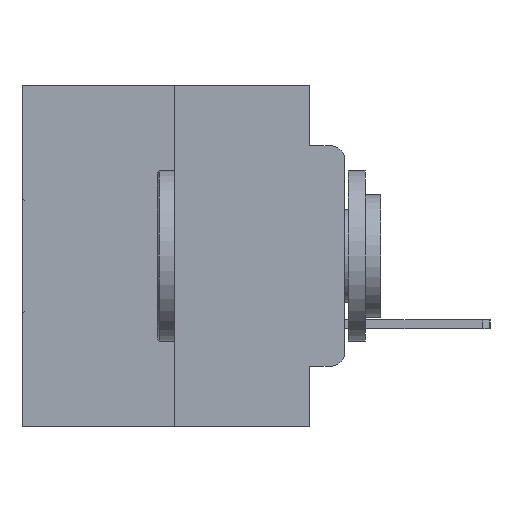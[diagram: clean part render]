
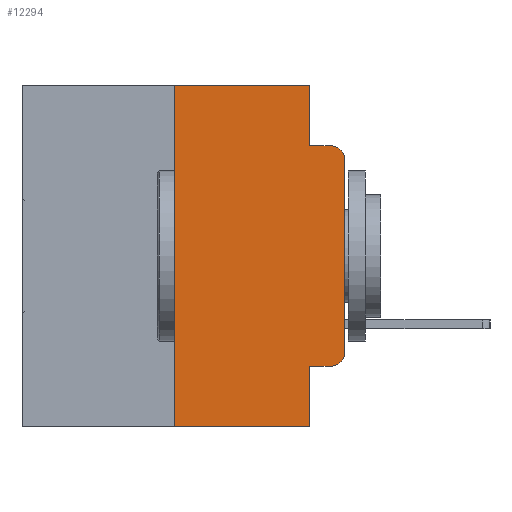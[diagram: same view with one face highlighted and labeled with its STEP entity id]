
A CAD part, left-side view. The second image highlights one B-rep face of the part: STEP entity #12294.
In plain terms, the highlighted planar face has unit normal (-1, 0, 0).
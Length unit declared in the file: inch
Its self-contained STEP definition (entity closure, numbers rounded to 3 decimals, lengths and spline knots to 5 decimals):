
#807 = ORIENTED_EDGE ( 'NONE', *, *, #22302, .T. ) ;
#1303 = VERTEX_POINT ( 'NONE', #13881 ) ;
#1378 = CIRCLE ( 'NONE', #7570, 0.02 ) ;
#2048 = DIRECTION ( 'NONE',  ( 1., 0., 0. ) ) ;
#3069 = LINE ( 'NONE', #25854, #20487 ) ;
#3442 = DIRECTION ( 'NONE',  ( 0., -1., 0. ) ) ;
#4008 = CARTESIAN_POINT ( 'NONE',  ( 0., 0., 0. ) ) ;
#4211 = CARTESIAN_POINT ( 'NONE',  ( 0., 0.02, -0.1085 ) ) ;
#5156 = ORIENTED_EDGE ( 'NONE', *, *, #20593, .F. ) ;
#6278 = DIRECTION ( 'NONE',  ( 0., 0., 1. ) ) ;
#6472 = DIRECTION ( 'NONE',  ( 0., 0., -1. ) ) ;
#6564 = ORIENTED_EDGE ( 'NONE', *, *, #7930, .F. ) ;
#6578 = DIRECTION ( 'NONE',  ( -1., 0., 0. ) ) ;
#6580 = CIRCLE ( 'NONE', #25925, 0.02 ) ;
#6698 = CARTESIAN_POINT ( 'NONE',  ( 0., 0.051, -0.4115 ) ) ;
#6819 = VERTEX_POINT ( 'NONE', #15719 ) ;
#7570 = AXIS2_PLACEMENT_3D ( 'NONE', #4211, #20099, #6472 ) ;
#7930 = EDGE_CURVE ( 'NONE', #12935, #1303, #14263, .T. ) ;
#7979 = CARTESIAN_POINT ( 'NONE',  ( 0., 0.473, 0. ) ) ;
#8242 = VERTEX_POINT ( 'NONE', #17603 ) ;
#8259 = VECTOR ( 'NONE', #25531, 39.37008 ) ;
#8405 = LINE ( 'NONE', #7979, #14407 ) ;
#8812 = EDGE_CURVE ( 'NONE', #27439, #10553, #15664, .T. ) ;
#9765 = ORIENTED_EDGE ( 'NONE', *, *, #24006, .F. ) ;
#10298 = CARTESIAN_POINT ( 'NONE',  ( 0., 0.051, 0. ) ) ;
#10326 = VERTEX_POINT ( 'NONE', #13851 ) ;
#10553 = VERTEX_POINT ( 'NONE', #12551 ) ;
#10603 = LINE ( 'NONE', #6698, #15204 ) ;
#10650 = DIRECTION ( 'NONE',  ( 0., 0., -1. ) ) ;
#11013 = LINE ( 'NONE', #15109, #27671 ) ;
#11091 = EDGE_CURVE ( 'NONE', #27439, #21696, #10603, .T. ) ;
#11758 = CARTESIAN_POINT ( 'NONE',  ( 0., 0., -0.3915 ) ) ;
#11815 = EDGE_LOOP ( 'NONE', ( #807, #20439, #9765, #5156, #24000, #6564, #13985, #20797, #16165, #22939 ) ) ;
#12169 = CARTESIAN_POINT ( 'NONE',  ( 0., 0.051, -0.4115 ) ) ;
#12294 = ADVANCED_FACE ( 'NONE', ( #27259 ), #13253, .F. ) ;
#12551 = CARTESIAN_POINT ( 'NONE',  ( 0., 0.051, -0.5 ) ) ;
#12935 = VERTEX_POINT ( 'NONE', #13213 ) ;
#13102 = AXIS2_PLACEMENT_3D ( 'NONE', #24716, #2048, #17986 ) ;
#13213 = CARTESIAN_POINT ( 'NONE',  ( 0., 0.25, -0.5 ) ) ;
#13253 = PLANE ( 'NONE',  #13102 ) ;
#13279 = EDGE_CURVE ( 'NONE', #1303, #21974, #8405, .T. ) ;
#13520 = DIRECTION ( 'NONE',  ( 0., -1., 0. ) ) ;
#13851 = CARTESIAN_POINT ( 'NONE',  ( 0., 0.02, -0.0885 ) ) ;
#13881 = CARTESIAN_POINT ( 'NONE',  ( 0., 0.25, 0. ) ) ;
#13985 = ORIENTED_EDGE ( 'NONE', *, *, #23656, .T. ) ;
#14076 = CARTESIAN_POINT ( 'NONE',  ( 0., 0.25, 0. ) ) ;
#14083 = LINE ( 'NONE', #4008, #19482 ) ;
#14263 = LINE ( 'NONE', #14076, #8259 ) ;
#14407 = VECTOR ( 'NONE', #3442, 39.37008 ) ;
#14730 = EDGE_CURVE ( 'NONE', #21696, #16920, #6580, .T. ) ;
#15109 = CARTESIAN_POINT ( 'NONE',  ( 0., 0.051, 0. ) ) ;
#15204 = VECTOR ( 'NONE', #13520, 39.37008 ) ;
#15664 = LINE ( 'NONE', #10298, #21027 ) ;
#15719 = CARTESIAN_POINT ( 'NONE',  ( 0., 0., -0.1085 ) ) ;
#16165 = ORIENTED_EDGE ( 'NONE', *, *, #11091, .T. ) ;
#16920 = VERTEX_POINT ( 'NONE', #11758 ) ;
#17603 = CARTESIAN_POINT ( 'NONE',  ( 0., 0.051, -0.0885 ) ) ;
#17873 = DIRECTION ( 'NONE',  ( 0., -1., 0. ) ) ;
#17954 = CARTESIAN_POINT ( 'NONE',  ( 0., 0.02, -0.4115 ) ) ;
#17986 = DIRECTION ( 'NONE',  ( 0., 0., -1. ) ) ;
#18823 = CARTESIAN_POINT ( 'NONE',  ( 0., 0.051, 0. ) ) ;
#19134 = DIRECTION ( 'NONE',  ( 0., -1., 0. ) ) ;
#19363 = DIRECTION ( 'NONE',  ( 0., 0., -1. ) ) ;
#19482 = VECTOR ( 'NONE', #6278, 39.37008 ) ;
#20099 = DIRECTION ( 'NONE',  ( -1., 0., 0. ) ) ;
#20148 = CARTESIAN_POINT ( 'NONE',  ( 0., 0.473, -0.5 ) ) ;
#20201 = CARTESIAN_POINT ( 'NONE',  ( 0., 0.02, -0.3915 ) ) ;
#20439 = ORIENTED_EDGE ( 'NONE', *, *, #20688, .T. ) ;
#20487 = VECTOR ( 'NONE', #19134, 39.37008 ) ;
#20593 = EDGE_CURVE ( 'NONE', #21974, #8242, #11013, .T. ) ;
#20688 = EDGE_CURVE ( 'NONE', #6819, #10326, #1378, .T. ) ;
#20797 = ORIENTED_EDGE ( 'NONE', *, *, #8812, .F. ) ;
#21027 = VECTOR ( 'NONE', #19363, 39.37008 ) ;
#21696 = VERTEX_POINT ( 'NONE', #17954 ) ;
#21974 = VERTEX_POINT ( 'NONE', #18823 ) ;
#22302 = EDGE_CURVE ( 'NONE', #16920, #6819, #14083, .T. ) ;
#22515 = DIRECTION ( 'NONE',  ( 0., 0., -1. ) ) ;
#22939 = ORIENTED_EDGE ( 'NONE', *, *, #14730, .T. ) ;
#22987 = VECTOR ( 'NONE', #17873, 39.37008 ) ;
#23656 = EDGE_CURVE ( 'NONE', #12935, #10553, #28942, .T. ) ;
#24000 = ORIENTED_EDGE ( 'NONE', *, *, #13279, .F. ) ;
#24006 = EDGE_CURVE ( 'NONE', #8242, #10326, #3069, .T. ) ;
#24716 = CARTESIAN_POINT ( 'NONE',  ( 0., 0.473, 0. ) ) ;
#25531 = DIRECTION ( 'NONE',  ( 0., 0., 1. ) ) ;
#25854 = CARTESIAN_POINT ( 'NONE',  ( 0., 0.051, -0.0885 ) ) ;
#25925 = AXIS2_PLACEMENT_3D ( 'NONE', #20201, #6578, #22515 ) ;
#27259 = FACE_OUTER_BOUND ( 'NONE', #11815, .T. ) ;
#27439 = VERTEX_POINT ( 'NONE', #12169 ) ;
#27671 = VECTOR ( 'NONE', #10650, 39.37008 ) ;
#28942 = LINE ( 'NONE', #20148, #22987 ) ;
